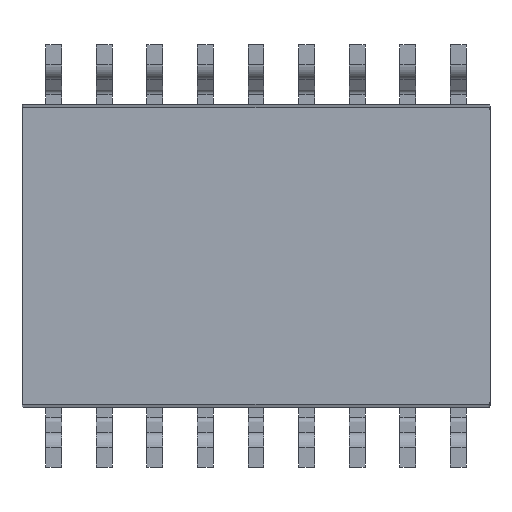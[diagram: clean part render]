
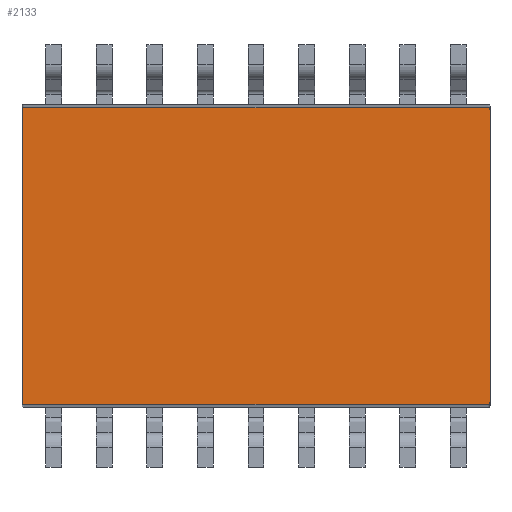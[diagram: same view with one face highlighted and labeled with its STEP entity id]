
A CAD part, front view. The second image highlights one B-rep face of the part: STEP entity #2133.
In plain terms, the highlighted planar face has unit normal (0, -1, 0).
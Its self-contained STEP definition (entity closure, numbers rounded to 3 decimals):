
#49 = VERTEX_POINT ( 'NONE', #797 ) ;
#59 = ORIENTED_EDGE ( 'NONE', *, *, #1016, .F. ) ;
#68 = EDGE_CURVE ( 'NONE', #2311, #1143, #589, .T. ) ;
#95 = EDGE_LOOP ( 'NONE', ( #59, #634, #1886, #480, #2313, #1791, #283, #458 ) ) ;
#99 =( BOUNDED_CURVE ( )  B_SPLINE_CURVE ( 3, ( #2227, #958, #1319, #234 ),
 .UNSPECIFIED., .F., .F. ) 
 B_SPLINE_CURVE_WITH_KNOTS ( ( 4, 4 ),
 ( 3.142, 4.712 ),
 .UNSPECIFIED. ) 
 CURVE ( )  GEOMETRIC_REPRESENTATION_ITEM ( )  RATIONAL_B_SPLINE_CURVE ( ( 1., 0.805, 0.805, 1. ) ) 
 REPRESENTATION_ITEM ( '' )  );
#234 = CARTESIAN_POINT ( 'NONE',  ( 5.875, -1.175, 3.678 ) ) ;
#283 = ORIENTED_EDGE ( 'NONE', *, *, #1809, .F. ) ;
#289 = LINE ( 'NONE', #1150, #1197 ) ;
#348 = CARTESIAN_POINT ( 'NONE',  ( 5.875, -1.175, -3.678 ) ) ;
#388 =( BOUNDED_CURVE ( )  B_SPLINE_CURVE ( 3, ( #669, #1393, #2111, #1038 ),
 .UNSPECIFIED., .F., .F. ) 
 B_SPLINE_CURVE_WITH_KNOTS ( ( 4, 4 ),
 ( 3.142, 4.712 ),
 .UNSPECIFIED. ) 
 CURVE ( )  GEOMETRIC_REPRESENTATION_ITEM ( )  RATIONAL_B_SPLINE_CURVE ( ( 1., 0.805, 0.805, 1. ) ) 
 REPRESENTATION_ITEM ( '' )  );
#401 = VERTEX_POINT ( 'NONE', #1433 ) ;
#458 = ORIENTED_EDGE ( 'NONE', *, *, #645, .F. ) ;
#470 = LINE ( 'NONE', #1076, #1851 ) ;
#478 = EDGE_CURVE ( 'NONE', #49, #1941, #470, .T. ) ;
#479 = EDGE_CURVE ( 'NONE', #1143, #1335, #1810, .T. ) ;
#480 = ORIENTED_EDGE ( 'NONE', *, *, #1164, .F. ) ;
#542 = CARTESIAN_POINT ( 'NONE',  ( 5.825, -1.175, -3.728 ) ) ;
#589 = LINE ( 'NONE', #1336, #1498 ) ;
#634 = ORIENTED_EDGE ( 'NONE', *, *, #478, .F. ) ;
#645 = EDGE_CURVE ( 'NONE', #901, #401, #747, .T. ) ;
#669 = CARTESIAN_POINT ( 'NONE',  ( -5.825, -1.175, -3.728 ) ) ;
#672 = FACE_OUTER_BOUND ( 'NONE', #95, .T. ) ;
#747 = LINE ( 'NONE', #1001, #2077 ) ;
#751 = CARTESIAN_POINT ( 'NONE',  ( -5.875, -1.175, 3.678 ) ) ;
#797 = CARTESIAN_POINT ( 'NONE',  ( -5.875, -1.175, -3.678 ) ) ;
#901 = VERTEX_POINT ( 'NONE', #2184 ) ;
#958 = CARTESIAN_POINT ( 'NONE',  ( 5.854, -1.175, 3.728 ) ) ;
#1001 = CARTESIAN_POINT ( 'NONE',  ( -5.875, -1.175, 3.728 ) ) ;
#1003 = AXIS2_PLACEMENT_3D ( 'NONE', #1032, #2292, #1211 ) ;
#1016 = EDGE_CURVE ( 'NONE', #1941, #901, #1781, .T. ) ;
#1032 = CARTESIAN_POINT ( 'NONE',  ( -5.875, -1.175, 3.8 ) ) ;
#1038 = CARTESIAN_POINT ( 'NONE',  ( -5.875, -1.175, -3.678 ) ) ;
#1073 = VERTEX_POINT ( 'NONE', #1680 ) ;
#1076 = CARTESIAN_POINT ( 'NONE',  ( -5.875, -1.175, 3.8 ) ) ;
#1125 = CARTESIAN_POINT ( 'NONE',  ( -5.825, -1.175, 3.728 ) ) ;
#1143 = VERTEX_POINT ( 'NONE', #1348 ) ;
#1150 = CARTESIAN_POINT ( 'NONE',  ( -5.875, -1.175, -3.728 ) ) ;
#1164 = EDGE_CURVE ( 'NONE', #1335, #1073, #289, .T. ) ;
#1184 = DIRECTION ( 'NONE',  ( 1., 0., 0. ) ) ;
#1197 = VECTOR ( 'NONE', #2233, 1000. ) ;
#1211 = DIRECTION ( 'NONE',  ( 0., 0., 1. ) ) ;
#1257 = CARTESIAN_POINT ( 'NONE',  ( 5.854, -1.175, -3.728 ) ) ;
#1319 = CARTESIAN_POINT ( 'NONE',  ( 5.875, -1.175, 3.708 ) ) ;
#1335 = VERTEX_POINT ( 'NONE', #1753 ) ;
#1336 = CARTESIAN_POINT ( 'NONE',  ( 5.875, -1.175, 3.8 ) ) ;
#1340 = EDGE_CURVE ( 'NONE', #1073, #49, #388, .T. ) ;
#1348 = CARTESIAN_POINT ( 'NONE',  ( 5.875, -1.175, -3.678 ) ) ;
#1387 = PLANE ( 'NONE',  #1003 ) ;
#1393 = CARTESIAN_POINT ( 'NONE',  ( -5.854, -1.175, -3.728 ) ) ;
#1433 = CARTESIAN_POINT ( 'NONE',  ( 5.825, -1.175, 3.728 ) ) ;
#1498 = VECTOR ( 'NONE', #1699, 1000. ) ;
#1598 = CARTESIAN_POINT ( 'NONE',  ( 5.875, -1.175, -3.708 ) ) ;
#1662 = CARTESIAN_POINT ( 'NONE',  ( -5.875, -1.175, 3.708 ) ) ;
#1680 = CARTESIAN_POINT ( 'NONE',  ( -5.825, -1.175, -3.728 ) ) ;
#1699 = DIRECTION ( 'NONE',  ( 0., 0., -1. ) ) ;
#1753 = CARTESIAN_POINT ( 'NONE',  ( 5.825, -1.175, -3.728 ) ) ;
#1762 = CARTESIAN_POINT ( 'NONE',  ( 5.875, -1.175, 3.678 ) ) ;
#1781 =( BOUNDED_CURVE ( )  B_SPLINE_CURVE ( 3, ( #751, #1662, #2205, #1125 ),
 .UNSPECIFIED., .F., .F. ) 
 B_SPLINE_CURVE_WITH_KNOTS ( ( 4, 4 ),
 ( 4.712, 6.283 ),
 .UNSPECIFIED. ) 
 CURVE ( )  GEOMETRIC_REPRESENTATION_ITEM ( )  RATIONAL_B_SPLINE_CURVE ( ( 1., 0.805, 0.805, 1. ) ) 
 REPRESENTATION_ITEM ( '' )  );
#1791 = ORIENTED_EDGE ( 'NONE', *, *, #68, .F. ) ;
#1809 = EDGE_CURVE ( 'NONE', #401, #2311, #99, .T. ) ;
#1810 =( BOUNDED_CURVE ( )  B_SPLINE_CURVE ( 3, ( #348, #1598, #1257, #542 ),
 .UNSPECIFIED., .F., .F. ) 
 B_SPLINE_CURVE_WITH_KNOTS ( ( 4, 4 ),
 ( 4.712, 6.283 ),
 .UNSPECIFIED. ) 
 CURVE ( )  GEOMETRIC_REPRESENTATION_ITEM ( )  RATIONAL_B_SPLINE_CURVE ( ( 1., 0.805, 0.805, 1. ) ) 
 REPRESENTATION_ITEM ( '' )  );
#1851 = VECTOR ( 'NONE', #1969, 1000. ) ;
#1886 = ORIENTED_EDGE ( 'NONE', *, *, #1340, .F. ) ;
#1941 = VERTEX_POINT ( 'NONE', #2243 ) ;
#1969 = DIRECTION ( 'NONE',  ( 0., 0., 1. ) ) ;
#2077 = VECTOR ( 'NONE', #1184, 1000. ) ;
#2111 = CARTESIAN_POINT ( 'NONE',  ( -5.875, -1.175, -3.708 ) ) ;
#2133 = ADVANCED_FACE ( 'NONE', ( #672 ), #1387, .F. ) ;
#2184 = CARTESIAN_POINT ( 'NONE',  ( -5.825, -1.175, 3.728 ) ) ;
#2205 = CARTESIAN_POINT ( 'NONE',  ( -5.854, -1.175, 3.728 ) ) ;
#2227 = CARTESIAN_POINT ( 'NONE',  ( 5.825, -1.175, 3.728 ) ) ;
#2233 = DIRECTION ( 'NONE',  ( -1., 0., 0. ) ) ;
#2243 = CARTESIAN_POINT ( 'NONE',  ( -5.875, -1.175, 3.678 ) ) ;
#2292 = DIRECTION ( 'NONE',  ( 0., 1., 0. ) ) ;
#2311 = VERTEX_POINT ( 'NONE', #1762 ) ;
#2313 = ORIENTED_EDGE ( 'NONE', *, *, #479, .F. ) ;
